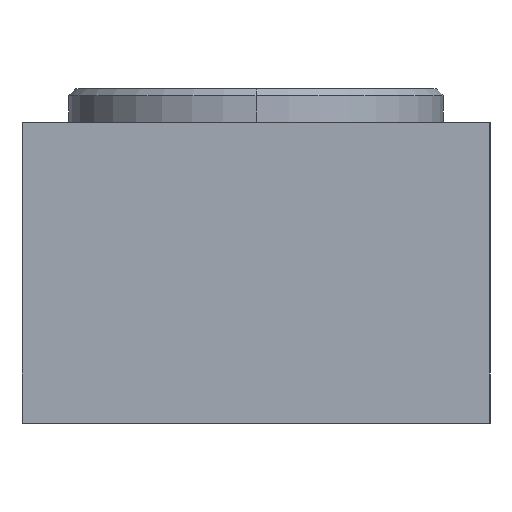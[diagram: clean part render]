
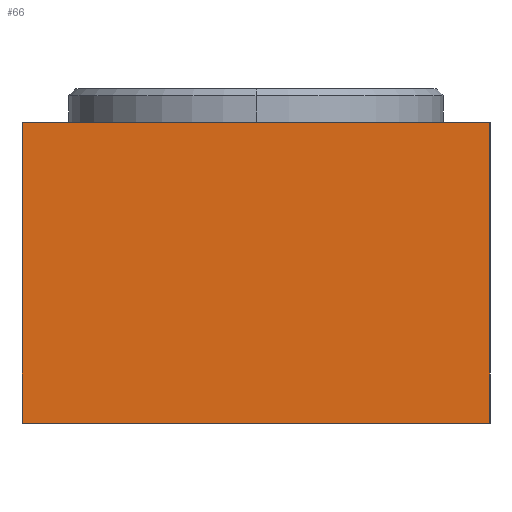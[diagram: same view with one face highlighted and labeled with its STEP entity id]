
A CAD part, left-side view. The second image highlights one B-rep face of the part: STEP entity #66.
In plain terms, the highlighted planar face has unit normal (-1, 0, 0).
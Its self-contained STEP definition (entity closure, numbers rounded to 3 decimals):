
#7 = VECTOR ( 'NONE', #376, 1000. ) ;
#14 = LINE ( 'NONE', #368, #7 ) ;
#66 = ADVANCED_FACE ( 'NONE', ( #765 ), #265, .F. ) ;
#92 = VERTEX_POINT ( 'NONE', #226 ) ;
#220 = CARTESIAN_POINT ( 'NONE',  ( -70., -35., 0. ) ) ;
#226 = CARTESIAN_POINT ( 'NONE',  ( -70., 35., 45. ) ) ;
#229 = DIRECTION ( 'NONE',  ( 1., 0., 0. ) ) ;
#239 = DIRECTION ( 'NONE',  ( 0., 0., -1. ) ) ;
#254 = CARTESIAN_POINT ( 'NONE',  ( -70., -35., 45. ) ) ;
#256 = CARTESIAN_POINT ( 'NONE',  ( -70., 35., 0. ) ) ;
#265 = PLANE ( 'NONE',  #622 ) ;
#274 = CARTESIAN_POINT ( 'NONE',  ( -70., -35., 45. ) ) ;
#354 = VERTEX_POINT ( 'NONE', #256 ) ;
#368 = CARTESIAN_POINT ( 'NONE',  ( -70., -35., 45. ) ) ;
#376 = DIRECTION ( 'NONE',  ( 0., -1., 0. ) ) ;
#380 = VERTEX_POINT ( 'NONE', #220 ) ;
#382 = VERTEX_POINT ( 'NONE', #254 ) ;
#433 = DIRECTION ( 'NONE',  ( 0., 0., -1. ) ) ;
#458 = CARTESIAN_POINT ( 'NONE',  ( -70., -35., 45. ) ) ;
#459 = DIRECTION ( 'NONE',  ( 0., 0., -1. ) ) ;
#471 = CARTESIAN_POINT ( 'NONE',  ( -70., 35., 45. ) ) ;
#472 = DIRECTION ( 'NONE',  ( 0., -1., 0. ) ) ;
#493 = CARTESIAN_POINT ( 'NONE',  ( -70., -35., 0. ) ) ;
#587 = EDGE_CURVE ( 'NONE', #92, #382, #14, .T. ) ;
#622 = AXIS2_PLACEMENT_3D ( 'NONE', #274, #229, #239 ) ;
#650 = EDGE_CURVE ( 'NONE', #354, #380, #747, .T. ) ;
#653 = EDGE_CURVE ( 'NONE', #382, #380, #746, .T. ) ;
#664 = EDGE_CURVE ( 'NONE', #92, #354, #1003, .T. ) ;
#734 = VECTOR ( 'NONE', #472, 1000. ) ;
#738 = VECTOR ( 'NONE', #459, 1000. ) ;
#746 = LINE ( 'NONE', #458, #738 ) ;
#747 = LINE ( 'NONE', #493, #734 ) ;
#765 = FACE_OUTER_BOUND ( 'NONE', #976, .T. ) ;
#788 = ORIENTED_EDGE ( 'NONE', *, *, #653, .F. ) ;
#793 = ORIENTED_EDGE ( 'NONE', *, *, #650, .T. ) ;
#942 = ORIENTED_EDGE ( 'NONE', *, *, #664, .T. ) ;
#957 = ORIENTED_EDGE ( 'NONE', *, *, #587, .F. ) ;
#976 = EDGE_LOOP ( 'NONE', ( #793, #788, #957, #942 ) ) ;
#1003 = LINE ( 'NONE', #471, #1011 ) ;
#1011 = VECTOR ( 'NONE', #433, 1000. ) ;
